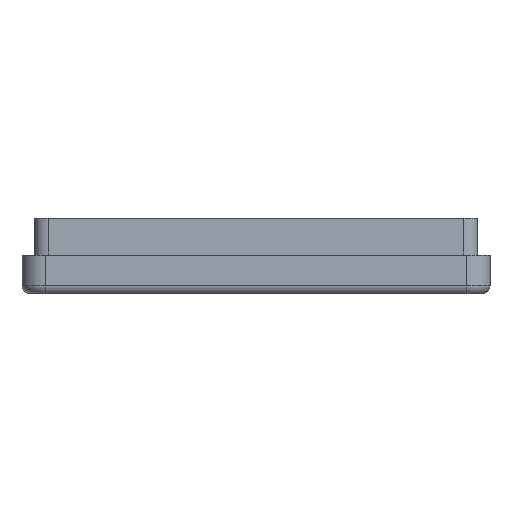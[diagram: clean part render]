
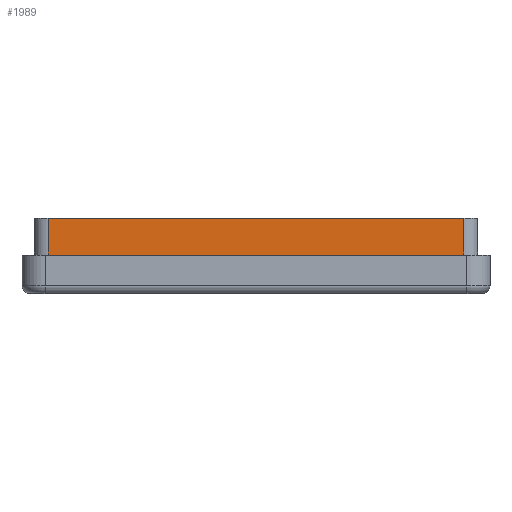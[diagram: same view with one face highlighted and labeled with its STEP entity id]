
A CAD part, left-side view. The second image highlights one B-rep face of the part: STEP entity #1989.
In plain terms, the highlighted planar face has unit normal (-1, 0, 0).
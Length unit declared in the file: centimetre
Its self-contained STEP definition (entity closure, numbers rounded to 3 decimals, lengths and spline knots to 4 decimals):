
#60=PLANE($,#2147);
#158=LINE($,#2857,#392);
#170=LINE($,#2959,#404);
#213=LINE($,#3345,#447);
#214=LINE($,#3346,#448);
#392=VECTOR($,#2325,0.475);
#404=VECTOR($,#2375,0.475);
#447=VECTOR($,#2456,5.4);
#448=VECTOR($,#2457,5.4);
#656=FACE_OUTER_BOUND($,#776,.T.);
#776=EDGE_LOOP($,(#1544,#1545,#1546,#1547));
#927=VERTEX_POINT($,#2853);
#928=VERTEX_POINT($,#2855);
#943=VERTEX_POINT($,#2956);
#944=VERTEX_POINT($,#2958);
#1126=EDGE_CURVE($,#928,#927,#158,.T.);
#1149=EDGE_CURVE($,#943,#944,#170,.T.);
#1205=EDGE_CURVE($,#944,#928,#213,.T.);
#1206=EDGE_CURVE($,#943,#927,#214,.T.);
#1544=ORIENTED_EDGE($,*,*,#1205,.F.);
#1545=ORIENTED_EDGE($,*,*,#1149,.F.);
#1546=ORIENTED_EDGE($,*,*,#1206,.T.);
#1547=ORIENTED_EDGE($,*,*,#1126,.F.);
#1989=ADVANCED_FACE($,(#656),#60,.F.);
#2147=AXIS2_PLACEMENT_3D($,#3344,#2454,#2455);
#2325=DIRECTION($,(0.,0.,1.));
#2375=DIRECTION($,(0.,0.,-1.));
#2454=DIRECTION('center_axis',(1.,0.,0.));
#2455=DIRECTION('ref_axis',(0.,0.,-1.));
#2456=DIRECTION($,(0.,1.,0.));
#2457=DIRECTION($,(0.,1.,0.));
#2853=CARTESIAN_POINT('',(-10.5953,17.6198,0.975));
#2855=CARTESIAN_POINT('',(-10.5953,17.6198,0.5));
#2857=CARTESIAN_POINT($,(-10.5953,17.6198,-0.025));
#2956=CARTESIAN_POINT('',(-10.5953,12.2198,0.975));
#2958=CARTESIAN_POINT('',(-10.5953,12.2198,0.5));
#2959=CARTESIAN_POINT($,(-10.5953,12.2198,-0.025));
#3344=CARTESIAN_POINT('Origin',(-10.5953,14.9298,-0.025));
#3345=CARTESIAN_POINT($,(-10.5953,14.6694,0.5));
#3346=CARTESIAN_POINT($,(-10.5953,14.6694,0.975));
